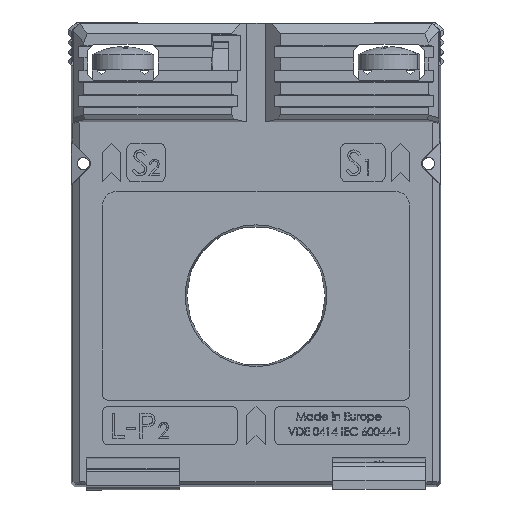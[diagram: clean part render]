
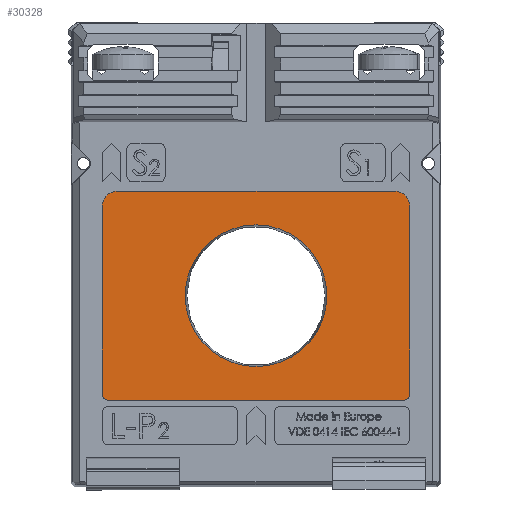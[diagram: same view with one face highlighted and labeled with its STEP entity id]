
A CAD part, top view. The second image highlights one B-rep face of the part: STEP entity #30328.
In plain terms, the highlighted planar face has unit normal (0, 0, 1).
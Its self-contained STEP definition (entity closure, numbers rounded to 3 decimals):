
#22500 = ORIENTED_EDGE ( 'NONE', *, *, #29990, .T. ) ;
#23598 = ORIENTED_EDGE ( 'NONE', *, *, #30085, .T. ) ;
#24718 = CARTESIAN_POINT ( 'NONE',  ( 0., 0., 14.995 ) ) ;
#24772 = DIRECTION ( 'NONE',  ( 0., 0., 1. ) ) ;
#24792 = AXIS2_PLACEMENT_3D ( 'NONE', #24718, #24772, #24866 ) ;
#24866 = DIRECTION ( 'NONE',  ( 1., 0., 0. ) ) ;
#24905 = CIRCLE ( 'NONE', #24792, 11.512 ) ;
#26461 = CIRCLE ( 'NONE', #26637, 1. ) ;
#26576 = DIRECTION ( 'NONE',  ( 1., 0., 0. ) ) ;
#26577 = DIRECTION ( 'NONE',  ( 0., 0., 1. ) ) ;
#26579 = CARTESIAN_POINT ( 'NONE',  ( 24., -16., 14.995 ) ) ;
#26637 = AXIS2_PLACEMENT_3D ( 'NONE', #26579, #26577, #26576 ) ;
#26641 = CARTESIAN_POINT ( 'NONE',  ( 25., -16., 14.995 ) ) ;
#27001 = CARTESIAN_POINT ( 'NONE',  ( -24., -16., 14.995 ) ) ;
#27003 = AXIS2_PLACEMENT_3D ( 'NONE', #27001, #27115, #27113 ) ;
#27071 = CARTESIAN_POINT ( 'NONE',  ( -24., -17., 14.995 ) ) ;
#27113 = DIRECTION ( 'NONE',  ( -1., 0., 0. ) ) ;
#27115 = DIRECTION ( 'NONE',  ( 0., 0., 1. ) ) ;
#27126 = CIRCLE ( 'NONE', #27003, 1. ) ;
#27171 = LINE ( 'NONE', #27262, #27260 ) ;
#27198 = CARTESIAN_POINT ( 'NONE',  ( 24., -17., 14.995 ) ) ;
#27258 = DIRECTION ( 'NONE',  ( 0., -1., 0. ) ) ;
#27260 = VECTOR ( 'NONE', #27258, 1000. ) ;
#27262 = CARTESIAN_POINT ( 'NONE',  ( -25., 14.5, 14.995 ) ) ;
#27268 = CARTESIAN_POINT ( 'NONE',  ( -22.5, 17., 14.995 ) ) ;
#27316 = DIRECTION ( 'NONE',  ( 1., 0., 0. ) ) ;
#27318 = VECTOR ( 'NONE', #27316, 1000. ) ;
#27320 = CARTESIAN_POINT ( 'NONE',  ( -24., -17., 14.995 ) ) ;
#27322 = LINE ( 'NONE', #27320, #27318 ) ;
#27451 = CARTESIAN_POINT ( 'NONE',  ( -25., -16., 14.995 ) ) ;
#27612 = DIRECTION ( 'NONE',  ( 1., 0., 0. ) ) ;
#27614 = DIRECTION ( 'NONE',  ( 0., 0., 1. ) ) ;
#27615 = CARTESIAN_POINT ( 'NONE',  ( -22.5, 14.5, 14.995 ) ) ;
#27617 = AXIS2_PLACEMENT_3D ( 'NONE', #27615, #27614, #27612 ) ;
#27618 = CIRCLE ( 'NONE', #27617, 2.5 ) ;
#27646 = CARTESIAN_POINT ( 'NONE',  ( 22.5, 17., 14.995 ) ) ;
#27840 = CARTESIAN_POINT ( 'NONE',  ( -25., 14.5, 14.995 ) ) ;
#28134 = CARTESIAN_POINT ( 'NONE',  ( 25., 14.5, 14.995 ) ) ;
#28136 = LINE ( 'NONE', #28134, #28205 ) ;
#28204 = DIRECTION ( 'NONE',  ( 0., 1., 0. ) ) ;
#28205 = VECTOR ( 'NONE', #28204, 1000. ) ;
#28402 = DIRECTION ( 'NONE',  ( -1., 0., 0. ) ) ;
#28403 = VECTOR ( 'NONE', #28402, 1000. ) ;
#28405 = CARTESIAN_POINT ( 'NONE',  ( -22.5, 17., 14.995 ) ) ;
#28406 = LINE ( 'NONE', #28405, #28403 ) ;
#28771 = CARTESIAN_POINT ( 'NONE',  ( 22.5, 14.5, 14.995 ) ) ;
#28773 = AXIS2_PLACEMENT_3D ( 'NONE', #28771, #28871, #28870 ) ;
#28775 = CIRCLE ( 'NONE', #28773, 2.5 ) ;
#28778 = CARTESIAN_POINT ( 'NONE',  ( 25., 14.5, 14.995 ) ) ;
#28870 = DIRECTION ( 'NONE',  ( -1., 0., 0. ) ) ;
#28871 = DIRECTION ( 'NONE',  ( 0., 0., 1. ) ) ;
#28890 = FACE_BOUND ( 'NONE', #30241, .T. ) ;
#29005 = CARTESIAN_POINT ( 'NONE',  ( 24., -16., 14.995 ) ) ;
#29026 = DIRECTION ( 'NONE',  ( 1., 0., 0. ) ) ;
#29072 = AXIS2_PLACEMENT_3D ( 'NONE', #29005, #29074, #29026 ) ;
#29074 = DIRECTION ( 'NONE',  ( 0., 0., 1. ) ) ;
#29076 = FACE_OUTER_BOUND ( 'NONE', #30246, .T. ) ;
#29081 = PLANE ( 'NONE',  #29072 ) ;
#29555 = EDGE_CURVE ( 'NONE', #42673, #42760, #24905, .T. ) ;
#29943 = EDGE_CURVE ( 'NONE', #30041, #29947, #26461, .T. ) ;
#29947 = VERTEX_POINT ( 'NONE', #26641 ) ;
#29990 = EDGE_CURVE ( 'NONE', #30100, #30024, #27126, .T. ) ;
#30024 = VERTEX_POINT ( 'NONE', #27071 ) ;
#30041 = VERTEX_POINT ( 'NONE', #27198 ) ;
#30061 = EDGE_CURVE ( 'NONE', #30191, #30100, #27171, .T. ) ;
#30065 = VERTEX_POINT ( 'NONE', #27268 ) ;
#30085 = EDGE_CURVE ( 'NONE', #30024, #30041, #27322, .T. ) ;
#30100 = VERTEX_POINT ( 'NONE', #27451 ) ;
#30159 = EDGE_CURVE ( 'NONE', #30065, #30191, #27618, .T. ) ;
#30164 = VERTEX_POINT ( 'NONE', #27646 ) ;
#30191 = VERTEX_POINT ( 'NONE', #27840 ) ;
#30202 = ORIENTED_EDGE ( 'NONE', *, *, #30061, .T. ) ;
#30213 = ORIENTED_EDGE ( 'NONE', *, *, #29943, .T. ) ;
#30219 = ORIENTED_EDGE ( 'NONE', *, *, #29555, .F. ) ;
#30237 = EDGE_CURVE ( 'NONE', #29947, #30275, #28136, .T. ) ;
#30241 = EDGE_LOOP ( 'NONE', ( #30219, #30242 ) ) ;
#30242 = ORIENTED_EDGE ( 'NONE', *, *, #42787, .F. ) ;
#30246 = EDGE_LOOP ( 'NONE', ( #30213, #30338, #30333, #30340, #30329, #30202, #22500, #23598 ) ) ;
#30249 = EDGE_CURVE ( 'NONE', #30164, #30065, #28406, .T. ) ;
#30274 = EDGE_CURVE ( 'NONE', #30275, #30164, #28775, .T. ) ;
#30275 = VERTEX_POINT ( 'NONE', #28778 ) ;
#30328 = ADVANCED_FACE ( 'NONE', ( #28890, #29076 ), #29081, .T. ) ;
#30329 = ORIENTED_EDGE ( 'NONE', *, *, #30159, .T. ) ;
#30333 = ORIENTED_EDGE ( 'NONE', *, *, #30274, .T. ) ;
#30338 = ORIENTED_EDGE ( 'NONE', *, *, #30237, .T. ) ;
#30340 = ORIENTED_EDGE ( 'NONE', *, *, #30249, .T. ) ;
#42673 = VERTEX_POINT ( 'NONE', #61010 ) ;
#42760 = VERTEX_POINT ( 'NONE', #61093 ) ;
#42787 = EDGE_CURVE ( 'NONE', #42760, #42673, #61135, .T. ) ;
#61010 = CARTESIAN_POINT ( 'NONE',  ( 11.512, 0., 14.995 ) ) ;
#61084 = DIRECTION ( 'NONE',  ( 0., 0., 1. ) ) ;
#61087 = AXIS2_PLACEMENT_3D ( 'NONE', #61149, #61084, #61126 ) ;
#61093 = CARTESIAN_POINT ( 'NONE',  ( -11.512, 0., 14.995 ) ) ;
#61126 = DIRECTION ( 'NONE',  ( 1., 0., 0. ) ) ;
#61135 = CIRCLE ( 'NONE', #61087, 11.512 ) ;
#61149 = CARTESIAN_POINT ( 'NONE',  ( 0., 0., 14.995 ) ) ;
